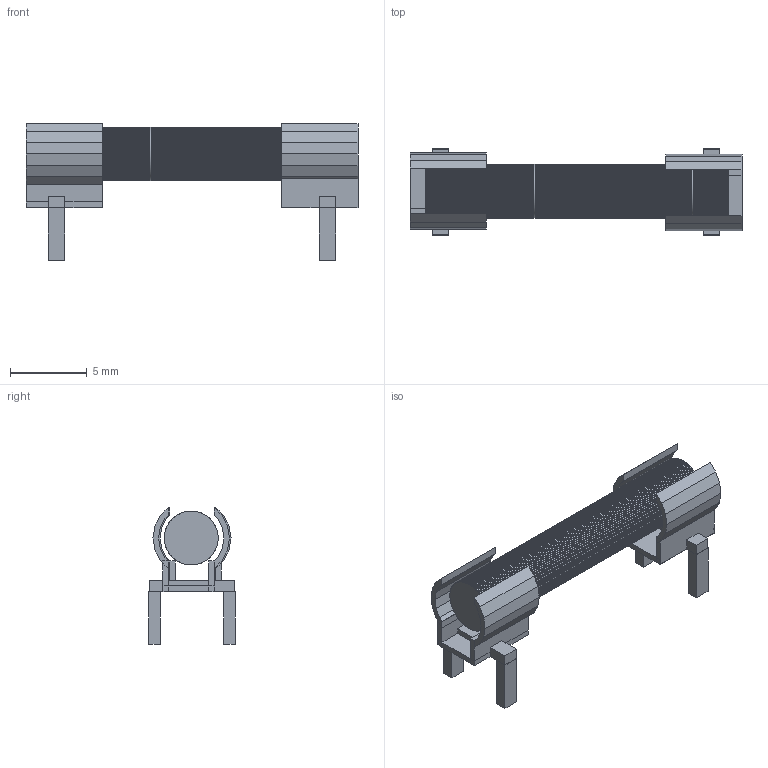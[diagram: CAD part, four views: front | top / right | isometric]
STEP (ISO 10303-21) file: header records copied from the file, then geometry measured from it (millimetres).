
FILE_DESCRIPTION(('FreeCAD Model'),'2;1');
FILE_NAME( 'Fuseholder5x20_horiz_open_lateral_Type_II.step', '2020-12-02T21:50:03',('kicad StepUp'),('ksu MCAD'), 'Open CASCADE STEP processor 7.4','FreeCAD','Unknown');
FILE_SCHEMA(('AUTOMOTIVE_DESIGN { 1 0 10303 214 1 1 1 1 }'));
Length unit declared in the file: millimetre
Products named in the file (1): Fuseholder5x20_horiz_open_lateral_Type_II
Bounding box: 21.7 x 5.64 x 8.95 mm (x, y, z)
Volume: 261.7 mm3; surface area: 622.2 mm2
Topology: 3 solids, 3 shells, 784 faces, 1842 edges, 1064 vertices
Faces by surface type: plane 784
Entity records: 26807 total; most frequent: CARTESIAN_POINT 3691, ORIENTED_EDGE 3684, DIRECTION 3412, EDGE_CURVE 1842, LINE 1842, VECTOR 1842, VERTEX_POINT 1064, AXIS2_PLACEMENT_3D 785
